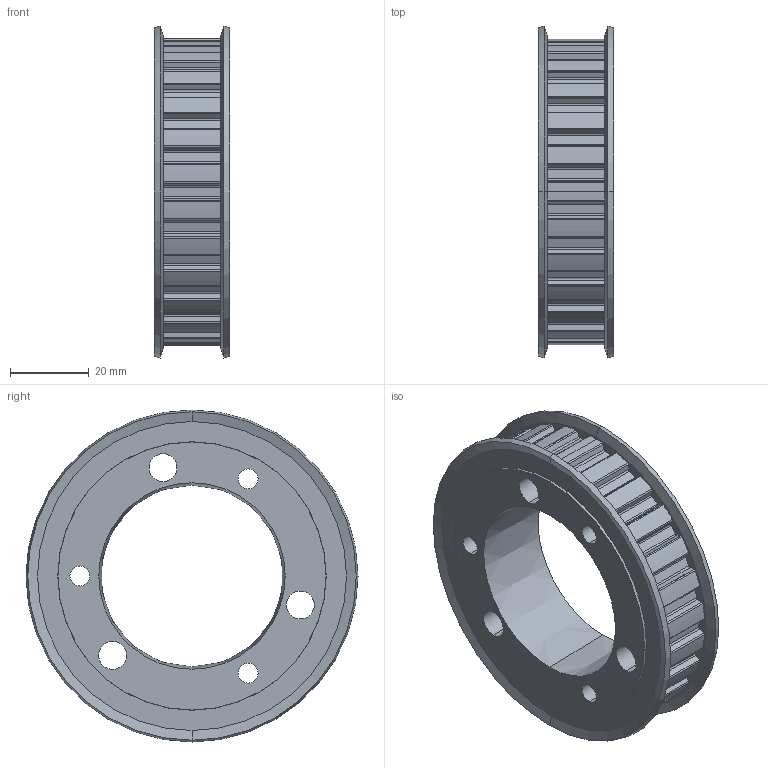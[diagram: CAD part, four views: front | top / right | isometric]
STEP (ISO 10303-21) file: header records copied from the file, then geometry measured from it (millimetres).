
FILE_DESCRIPTION (( 'STEP AP214' ), '1' );
FILE_NAME ('SQD26L050AF-SH.step', '2019-07-30T17:04:10', ( '' ), ( '' ), 'SwSTEP 2.0', 'SolidWorks 2018', '' );
FILE_SCHEMA (( 'AUTOMOTIVE_DESIGN' ));
Length unit declared in the file: inch
Products named in the file (1): SQD26L050AF-SH
Bounding box: 19.18 x 84.58 x 84.58 mm (x, y, z)
Volume: 52266.5 mm3; surface area: 31349.5 mm2
Topology: 4 solids, 4 shells, 280 faces, 799 edges, 530 vertices
Faces by surface type: cylinder 177, plane 89, cone 14
Entity records: 9718 total; most frequent: DIRECTION 1735, CARTESIAN_POINT 1610, ORIENTED_EDGE 1598, EDGE_CURVE 799, AXIS2_PLACEMENT_3D 655, VERTEX_POINT 530, LINE 425, VECTOR 425
